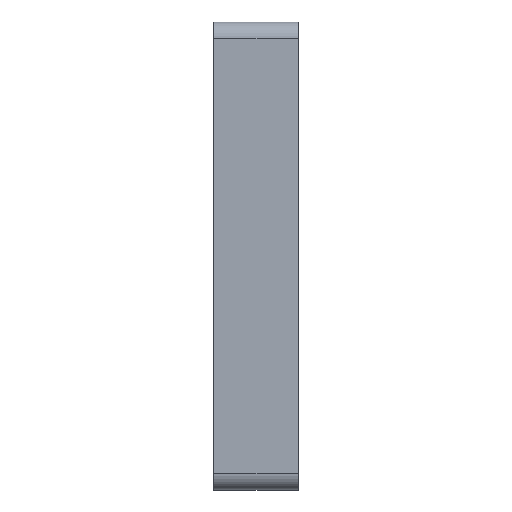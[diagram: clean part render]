
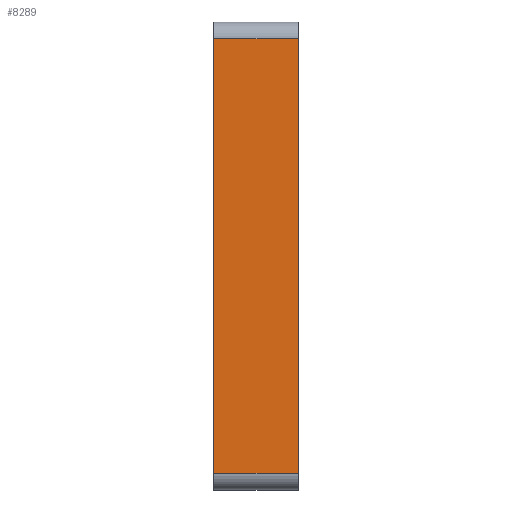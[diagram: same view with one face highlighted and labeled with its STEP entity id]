
A CAD part, left-side view. The second image highlights one B-rep face of the part: STEP entity #8289.
In plain terms, the highlighted planar face has unit normal (-1, 0, 0).
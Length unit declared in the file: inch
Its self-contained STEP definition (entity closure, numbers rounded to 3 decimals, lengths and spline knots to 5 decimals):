
#158 = ORIENTED_EDGE ( 'NONE', *, *, #5085, .T. ) ;
#225 = LINE ( 'NONE', #4771, #9297 ) ;
#227 = VERTEX_POINT ( 'NONE', #8657 ) ;
#546 = LINE ( 'NONE', #4048, #6660 ) ;
#830 = DIRECTION ( 'NONE',  ( 0., 0., 1. ) ) ;
#956 = AXIS2_PLACEMENT_3D ( 'NONE', #6671, #1039, #2700 ) ;
#1039 = DIRECTION ( 'NONE',  ( 1., 0., 0. ) ) ;
#2700 = DIRECTION ( 'NONE',  ( 0., 0., -1. ) ) ;
#2701 = EDGE_CURVE ( 'NONE', #227, #10034, #4721, .T. ) ;
#3936 = CARTESIAN_POINT ( 'NONE',  ( -0.65535, 0., -0.31965 ) ) ;
#4048 = CARTESIAN_POINT ( 'NONE',  ( -0.65535, 0.125, -0.31965 ) ) ;
#4085 = DIRECTION ( 'NONE',  ( 0., 1., 0. ) ) ;
#4111 = CARTESIAN_POINT ( 'NONE',  ( -0.65535, 0.125, 0.34465 ) ) ;
#4721 = LINE ( 'NONE', #4111, #8565 ) ;
#4771 = CARTESIAN_POINT ( 'NONE',  ( -0.65535, 0., 0.34465 ) ) ;
#4954 = LINE ( 'NONE', #8102, #9912 ) ;
#4975 = EDGE_CURVE ( 'NONE', #7930, #6815, #225, .T. ) ;
#5076 = EDGE_LOOP ( 'NONE', ( #8364, #9493, #8174, #158 ) ) ;
#5085 = EDGE_CURVE ( 'NONE', #6815, #10034, #4954, .T. ) ;
#5580 = DIRECTION ( 'NONE',  ( 0., 0., 1. ) ) ;
#5784 = DIRECTION ( 'NONE',  ( 0., -1., 0. ) ) ;
#6558 = CARTESIAN_POINT ( 'NONE',  ( -0.65535, 0.125, 0.31965 ) ) ;
#6660 = VECTOR ( 'NONE', #5784, 39.37008 ) ;
#6671 = CARTESIAN_POINT ( 'NONE',  ( -0.65535, 0.125, 0.34465 ) ) ;
#6815 = VERTEX_POINT ( 'NONE', #10124 ) ;
#7910 = FACE_OUTER_BOUND ( 'NONE', #5076, .T. ) ;
#7930 = VERTEX_POINT ( 'NONE', #3936 ) ;
#8102 = CARTESIAN_POINT ( 'NONE',  ( -0.65535, 0.125, 0.31965 ) ) ;
#8174 = ORIENTED_EDGE ( 'NONE', *, *, #4975, .T. ) ;
#8289 = ADVANCED_FACE ( 'NONE', ( #7910 ), #9031, .F. ) ;
#8364 = ORIENTED_EDGE ( 'NONE', *, *, #2701, .F. ) ;
#8565 = VECTOR ( 'NONE', #830, 39.37008 ) ;
#8657 = CARTESIAN_POINT ( 'NONE',  ( -0.65535, 0.125, -0.31965 ) ) ;
#9031 = PLANE ( 'NONE',  #956 ) ;
#9297 = VECTOR ( 'NONE', #5580, 39.37008 ) ;
#9493 = ORIENTED_EDGE ( 'NONE', *, *, #10022, .T. ) ;
#9912 = VECTOR ( 'NONE', #4085, 39.37008 ) ;
#10022 = EDGE_CURVE ( 'NONE', #227, #7930, #546, .T. ) ;
#10034 = VERTEX_POINT ( 'NONE', #6558 ) ;
#10124 = CARTESIAN_POINT ( 'NONE',  ( -0.65535, 0., 0.31965 ) ) ;
